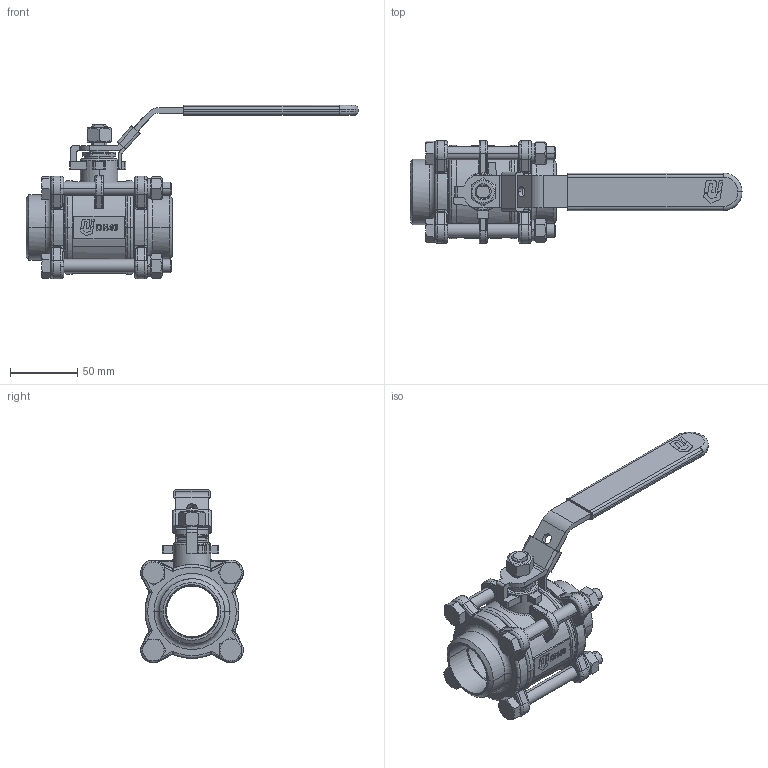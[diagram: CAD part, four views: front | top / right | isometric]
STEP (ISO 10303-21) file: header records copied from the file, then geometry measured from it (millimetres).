
FILE_DESCRIPTION(('HOOPS Exchange Step'),'2;1');
FILE_NAME('GK1701_DN40.stp','2025-12-19T15:48:12+01:00',('nieru'),('Unknown organisation'),'HOOPS Exchange 2024.2','HOOPS Exchange','Unknown authorisation');
FILE_SCHEMA( ('AP203_CONFIGURATION_CONTROLLED_3D_DESIGN_OF_MECHANICAL_PARTS_AND_ASSEMBLIES_MIM_LF') );
Length unit declared in the file: millimetre
Products named in the file (2): 0; root
Assembly tree (1 placements, depth 2):
  root
    0
Bounding box: 247.5 x 76.63 x 129.41 mm (x, y, z)
Volume: 322389.1 mm3; surface area: 115091 mm2
Topology: 21 solids, 21 shells, 1104 faces, 2816 edges, 1774 vertices
Faces by surface type: plane 379, cylinder 314, bspline 239, cone 90, torus 82
Entity records: 87389 total; most frequent: CARTESIAN_POINT 63752, ORIENTED_EDGE 5600, DIRECTION 3542, EDGE_CURVE 2800, VERTEX_POINT 1774, VECTOR 1240, LINE 1240, EDGE_LOOP 1184
